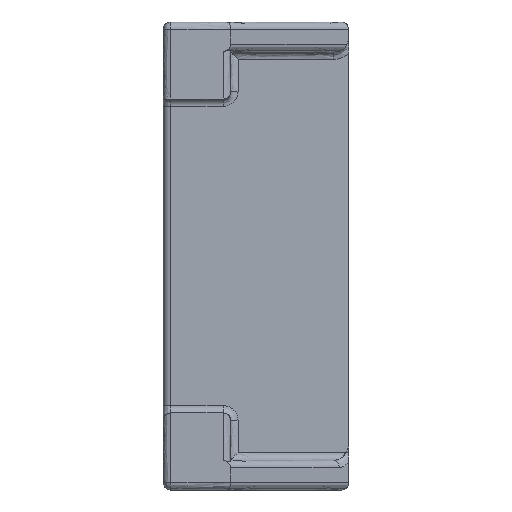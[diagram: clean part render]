
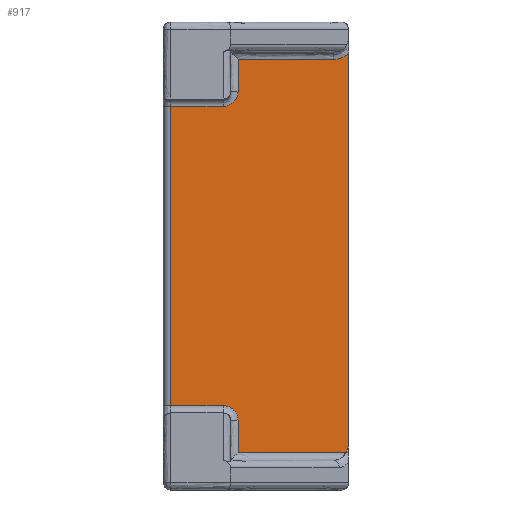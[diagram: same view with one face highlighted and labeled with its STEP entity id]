
A CAD part, left-side view. The second image highlights one B-rep face of the part: STEP entity #917.
In plain terms, the highlighted free-form (B-spline) face has degree [1, 1] with [2, 2] control points.
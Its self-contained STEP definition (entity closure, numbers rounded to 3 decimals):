
#21 = EDGE_CURVE('',#22,#24,#26,.T.);
#22 = VERTEX_POINT('',#23);
#23 = CARTESIAN_POINT('',(14.362,-24.347,
    -20.964));
#24 = VERTEX_POINT('',#25);
#25 = CARTESIAN_POINT('',(14.362,-23.684,
    -22.569));
#26 = B_SPLINE_CURVE_WITH_KNOTS('',3,(#27,#28,#29,#30,#31,#32,#33,#34,
    #35,#36),.UNSPECIFIED.,.F.,.F.,(4,2,2,2,4),(0.,0.,
    0.001,0.001,0.001),
  .UNSPECIFIED.);
#27 = CARTESIAN_POINT('',(14.362,-24.347,
    -20.964));
#28 = CARTESIAN_POINT('',(14.362,-24.347,
    -21.114));
#29 = CARTESIAN_POINT('',(14.362,-24.333,
    -21.261));
#30 = CARTESIAN_POINT('',(14.362,-24.276,-21.551
    ));
#31 = CARTESIAN_POINT('',(14.362,-24.233,
    -21.695));
#32 = CARTESIAN_POINT('',(14.362,-24.12,
    -21.971));
#33 = CARTESIAN_POINT('',(14.362,-24.051,
    -22.101));
#34 = CARTESIAN_POINT('',(14.362,-23.886,-22.347
    ));
#35 = CARTESIAN_POINT('',(14.362,-23.789,
    -22.464));
#36 = CARTESIAN_POINT('',(14.362,-23.684,
    -22.569));
#917 = ADVANCED_FACE('',(#918),#1000,.F.);
#918 = FACE_BOUND('',#919,.T.);
#919 = EDGE_LOOP('',(#920,#927,#936,#943,#950,#958,#965,#972,#979,#987,
    #994,#999));
#920 = ORIENTED_EDGE('',*,*,#921,.F.);
#921 = EDGE_CURVE('',#922,#22,#924,.T.);
#922 = VERTEX_POINT('',#923);
#923 = CARTESIAN_POINT('',(14.362,-24.347,
    50.509));
#924 = B_SPLINE_CURVE_WITH_KNOTS('',1,(#925,#926),.UNSPECIFIED.,.F.,.F.,
  (2,2),(4.173,56.427),.PIECEWISE_BEZIER_KNOTS.);
#925 = CARTESIAN_POINT('',(14.362,-24.347,
    50.509));
#926 = CARTESIAN_POINT('',(14.362,-24.347,
    -20.964));
#927 = ORIENTED_EDGE('',*,*,#928,.F.);
#928 = EDGE_CURVE('',#929,#922,#931,.T.);
#929 = VERTEX_POINT('',#930);
#930 = CARTESIAN_POINT('',(14.362,-21.523,
    49.378));
#931 = ( BOUNDED_CURVE() B_SPLINE_CURVE(3,(#932,#933,#934,#935),
.UNSPECIFIED.,.F.,.F.) B_SPLINE_CURVE_WITH_KNOTS((4,4),(1.571,
2.515),.PIECEWISE_BEZIER_KNOTS.) CURVE() 
GEOMETRIC_REPRESENTATION_ITEM() RATIONAL_B_SPLINE_CURVE((1.,
0.927,0.927,1.)) REPRESENTATION_ITEM('') );
#932 = CARTESIAN_POINT('',(14.362,-21.523,
    49.378));
#933 = CARTESIAN_POINT('',(14.362,-22.663,
    49.378));
#934 = CARTESIAN_POINT('',(14.362,-23.678,49.784
    ));
#935 = CARTESIAN_POINT('',(14.362,-24.347,
    50.509));
#936 = ORIENTED_EDGE('',*,*,#937,.F.);
#937 = EDGE_CURVE('',#938,#929,#940,.T.);
#938 = VERTEX_POINT('',#939);
#939 = CARTESIAN_POINT('',(14.362,-4.103,
    49.378));
#940 = B_SPLINE_CURVE_WITH_KNOTS('',1,(#941,#942),.UNSPECIFIED.,.F.,.F.,
  (2,2),(10.,22.736),.PIECEWISE_BEZIER_KNOTS.);
#941 = CARTESIAN_POINT('',(14.362,-4.103,
    49.378));
#942 = CARTESIAN_POINT('',(14.362,-21.523,
    49.378));
#943 = ORIENTED_EDGE('',*,*,#944,.F.);
#944 = EDGE_CURVE('',#945,#938,#947,.T.);
#945 = VERTEX_POINT('',#946);
#946 = CARTESIAN_POINT('',(14.362,-4.103,
    43.496));
#947 = B_SPLINE_CURVE_WITH_KNOTS('',1,(#948,#949),.UNSPECIFIED.,.F.,.F.,
  (2,2),(1.,5.3),.PIECEWISE_BEZIER_KNOTS.);
#948 = CARTESIAN_POINT('',(14.362,-4.103,
    43.496));
#949 = CARTESIAN_POINT('',(14.362,-4.103,
    49.378));
#950 = ORIENTED_EDGE('',*,*,#951,.T.);
#951 = EDGE_CURVE('',#945,#952,#954,.T.);
#952 = VERTEX_POINT('',#953);
#953 = CARTESIAN_POINT('',(14.362,-1.368,
    40.76));
#954 = ( BOUNDED_CURVE() B_SPLINE_CURVE(2,(#955,#956,#957),
.UNSPECIFIED.,.F.,.F.) B_SPLINE_CURVE_WITH_KNOTS((3,3),(1.571,
3.142),.PIECEWISE_BEZIER_KNOTS.) CURVE() 
GEOMETRIC_REPRESENTATION_ITEM() RATIONAL_B_SPLINE_CURVE((1.,
0.707,1.)) REPRESENTATION_ITEM('') );
#955 = CARTESIAN_POINT('',(14.362,-4.103,
    43.496));
#956 = CARTESIAN_POINT('',(14.362,-4.103,
    40.76));
#957 = CARTESIAN_POINT('',(14.362,-1.368,
    40.76));
#958 = ORIENTED_EDGE('',*,*,#959,.F.);
#959 = EDGE_CURVE('',#960,#952,#962,.T.);
#960 = VERTEX_POINT('',#961);
#961 = CARTESIAN_POINT('',(14.362,8.207,40.76
    ));
#962 = B_SPLINE_CURVE_WITH_KNOTS('',1,(#963,#964),.UNSPECIFIED.,.F.,.F.,
  (2,2),(-8.,-1.),.PIECEWISE_BEZIER_KNOTS.);
#963 = CARTESIAN_POINT('',(14.362,8.207,40.76
    ));
#964 = CARTESIAN_POINT('',(14.362,-1.368,
    40.76));
#965 = ORIENTED_EDGE('',*,*,#966,.F.);
#966 = EDGE_CURVE('',#967,#960,#969,.T.);
#967 = VERTEX_POINT('',#968);
#968 = CARTESIAN_POINT('',(14.362,8.207,-13.952
    ));
#969 = B_SPLINE_CURVE_WITH_KNOTS('',1,(#970,#971),.UNSPECIFIED.,.F.,.F.,
  (2,2),(-41.,-1.),.PIECEWISE_BEZIER_KNOTS.);
#970 = CARTESIAN_POINT('',(14.362,8.207,-13.952
    ));
#971 = CARTESIAN_POINT('',(14.362,8.207,40.76
    ));
#972 = ORIENTED_EDGE('',*,*,#973,.F.);
#973 = EDGE_CURVE('',#974,#967,#976,.T.);
#974 = VERTEX_POINT('',#975);
#975 = CARTESIAN_POINT('',(14.362,-1.368,
    -13.952));
#976 = B_SPLINE_CURVE_WITH_KNOTS('',1,(#977,#978),.UNSPECIFIED.,.F.,.F.,
  (2,2),(-8.,-1.),.PIECEWISE_BEZIER_KNOTS.);
#977 = CARTESIAN_POINT('',(14.362,-1.368,
    -13.952));
#978 = CARTESIAN_POINT('',(14.362,8.207,-13.952
    ));
#979 = ORIENTED_EDGE('',*,*,#980,.T.);
#980 = EDGE_CURVE('',#974,#981,#983,.T.);
#981 = VERTEX_POINT('',#982);
#982 = CARTESIAN_POINT('',(14.362,-4.103,
    -16.687));
#983 = ( BOUNDED_CURVE() B_SPLINE_CURVE(2,(#984,#985,#986),
.UNSPECIFIED.,.F.,.F.) B_SPLINE_CURVE_WITH_KNOTS((3,3),(0.,
1.571),.PIECEWISE_BEZIER_KNOTS.) CURVE() 
GEOMETRIC_REPRESENTATION_ITEM() RATIONAL_B_SPLINE_CURVE((1.,
0.707,1.)) REPRESENTATION_ITEM('') );
#984 = CARTESIAN_POINT('',(14.362,-1.368,
    -13.952));
#985 = CARTESIAN_POINT('',(14.362,-4.103,
    -13.952));
#986 = CARTESIAN_POINT('',(14.362,-4.103,
    -16.687));
#987 = ORIENTED_EDGE('',*,*,#988,.F.);
#988 = EDGE_CURVE('',#989,#981,#991,.T.);
#989 = VERTEX_POINT('',#990);
#990 = CARTESIAN_POINT('',(14.362,-4.103,
    -22.569));
#991 = B_SPLINE_CURVE_WITH_KNOTS('',1,(#992,#993),.UNSPECIFIED.,.F.,.F.,
  (2,2),(-47.3,-43.),.PIECEWISE_BEZIER_KNOTS.);
#992 = CARTESIAN_POINT('',(14.362,-4.103,
    -22.569));
#993 = CARTESIAN_POINT('',(14.362,-4.103,
    -16.687));
#994 = ORIENTED_EDGE('',*,*,#995,.F.);
#995 = EDGE_CURVE('',#24,#989,#996,.T.);
#996 = B_SPLINE_CURVE_WITH_KNOTS('',1,(#997,#998),.UNSPECIFIED.,.F.,.F.,
  (2,2),(-15.316,-1.),.PIECEWISE_BEZIER_KNOTS.);
#997 = CARTESIAN_POINT('',(14.362,-23.684,
    -22.569));
#998 = CARTESIAN_POINT('',(14.362,-4.103,
    -22.569));
#999 = ORIENTED_EDGE('',*,*,#21,.F.);
#1000 = B_SPLINE_SURFACE_WITH_KNOTS('',1,1,(
    (#1001,#1002)
    ,(#1003,#1004
    )),.UNSPECIFIED.,.F.,.F.,.F.,(2,2),(2,2),(-47.3,6.127),(1.,
    24.8),.PIECEWISE_BEZIER_KNOTS.);
#1001 = CARTESIAN_POINT('',(14.362,8.207,
    -22.569));
#1002 = CARTESIAN_POINT('',(14.362,-24.347,
    -22.569));
#1003 = CARTESIAN_POINT('',(14.362,8.207,
    50.509));
#1004 = CARTESIAN_POINT('',(14.362,-24.347,
    50.509));
